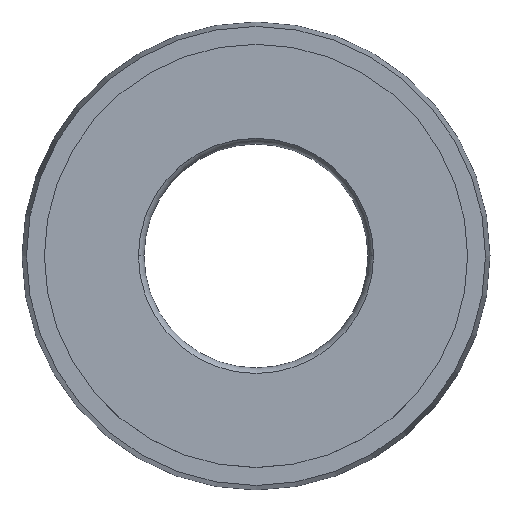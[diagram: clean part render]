
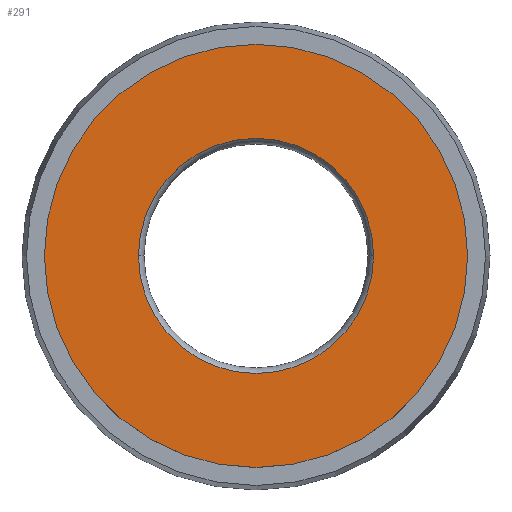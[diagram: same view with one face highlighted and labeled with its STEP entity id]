
A CAD part, top view. The second image highlights one B-rep face of the part: STEP entity #291.
In plain terms, the highlighted planar face has unit normal (0, 0, 1).
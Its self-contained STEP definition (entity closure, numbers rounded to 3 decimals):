
#11 = DIRECTION ( 'NONE',  ( 1., 0., 0. ) ) ;
#22 = AXIS2_PLACEMENT_3D ( 'NONE', #53, #444, #549 ) ;
#35 = ORIENTED_EDGE ( 'NONE', *, *, #359, .T. ) ;
#53 = CARTESIAN_POINT ( 'NONE',  ( 0., 0., 0. ) ) ;
#74 = EDGE_CURVE ( 'NONE', #348, #257, #436, .T. ) ;
#108 = AXIS2_PLACEMENT_3D ( 'NONE', #222, #323, #314 ) ;
#142 = CARTESIAN_POINT ( 'NONE',  ( 9.45, 0., 0. ) ) ;
#152 = DIRECTION ( 'NONE',  ( -1., 0., 0. ) ) ;
#159 = CARTESIAN_POINT ( 'NONE',  ( -5.25, 0., 0. ) ) ;
#181 = AXIS2_PLACEMENT_3D ( 'NONE', #504, #551, #11 ) ;
#189 = EDGE_LOOP ( 'NONE', ( #35, #437 ) ) ;
#204 = PLANE ( 'NONE',  #382 ) ;
#222 = CARTESIAN_POINT ( 'NONE',  ( 0., 0., 0. ) ) ;
#227 = ORIENTED_EDGE ( 'NONE', *, *, #391, .F. ) ;
#257 = VERTEX_POINT ( 'NONE', #142 ) ;
#291 = ADVANCED_FACE ( 'NONE', ( #512, #630 ), #204, .F. ) ;
#304 = VERTEX_POINT ( 'NONE', #345 ) ;
#314 = DIRECTION ( 'NONE',  ( 1., 0., 0. ) ) ;
#323 = DIRECTION ( 'NONE',  ( 0., 0., 1. ) ) ;
#345 = CARTESIAN_POINT ( 'NONE',  ( 5.25, 0., 0. ) ) ;
#348 = VERTEX_POINT ( 'NONE', #642 ) ;
#359 = EDGE_CURVE ( 'NONE', #257, #348, #416, .T. ) ;
#382 = AXIS2_PLACEMENT_3D ( 'NONE', #598, #439, #152 ) ;
#391 = EDGE_CURVE ( 'NONE', #453, #304, #535, .T. ) ;
#416 = CIRCLE ( 'NONE', #22, 9.45 ) ;
#426 = CIRCLE ( 'NONE', #108, 5.25 ) ;
#436 = CIRCLE ( 'NONE', #181, 9.45 ) ;
#437 = ORIENTED_EDGE ( 'NONE', *, *, #74, .T. ) ;
#439 = DIRECTION ( 'NONE',  ( 0., 0., -1. ) ) ;
#444 = DIRECTION ( 'NONE',  ( 0., 0., 1. ) ) ;
#453 = VERTEX_POINT ( 'NONE', #159 ) ;
#480 = AXIS2_PLACEMENT_3D ( 'NONE', #506, #501, #607 ) ;
#501 = DIRECTION ( 'NONE',  ( 0., 0., 1. ) ) ;
#504 = CARTESIAN_POINT ( 'NONE',  ( 0., 0., 0. ) ) ;
#506 = CARTESIAN_POINT ( 'NONE',  ( 0., 0., 0. ) ) ;
#512 = FACE_BOUND ( 'NONE', #555, .T. ) ;
#522 = ORIENTED_EDGE ( 'NONE', *, *, #558, .F. ) ;
#535 = CIRCLE ( 'NONE', #480, 5.25 ) ;
#549 = DIRECTION ( 'NONE',  ( 1., 0., 0. ) ) ;
#551 = DIRECTION ( 'NONE',  ( 0., 0., 1. ) ) ;
#555 = EDGE_LOOP ( 'NONE', ( #522, #227 ) ) ;
#558 = EDGE_CURVE ( 'NONE', #304, #453, #426, .T. ) ;
#598 = CARTESIAN_POINT ( 'NONE',  ( 0., 0., 0. ) ) ;
#607 = DIRECTION ( 'NONE',  ( 1., 0., 0. ) ) ;
#630 = FACE_OUTER_BOUND ( 'NONE', #189, .T. ) ;
#642 = CARTESIAN_POINT ( 'NONE',  ( -9.45, 0., 0. ) ) ;
